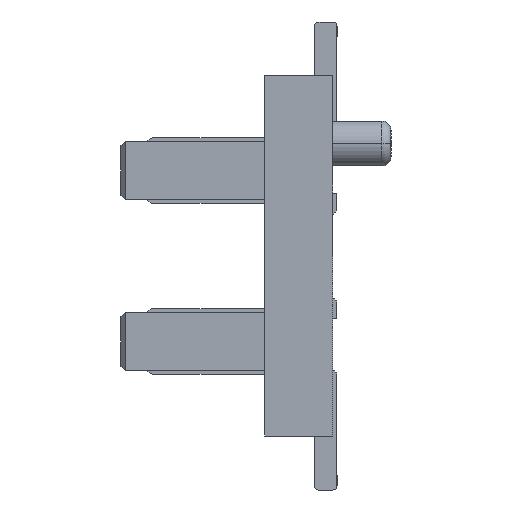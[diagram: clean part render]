
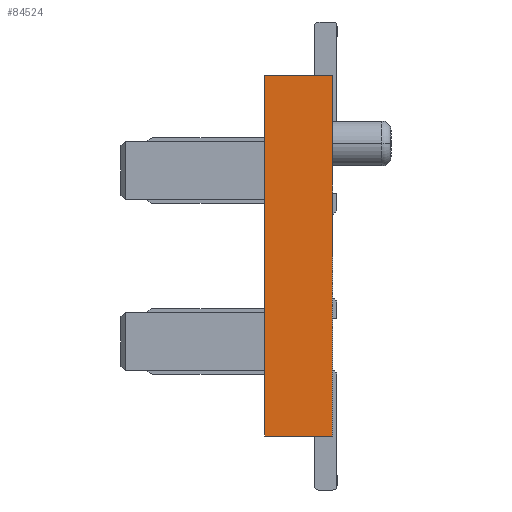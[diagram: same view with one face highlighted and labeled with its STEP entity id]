
A CAD part, left-side view. The second image highlights one B-rep face of the part: STEP entity #84524.
In plain terms, the highlighted planar face has unit normal (-1, 0, 0).
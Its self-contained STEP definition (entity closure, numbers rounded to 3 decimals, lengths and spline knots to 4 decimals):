
#16383=DIRECTION('',(0.,1.,0.));
#16384=VECTOR('',#16383,0.75);
#16385=CARTESIAN_POINT('',(-11.35,0.,-2.));
#16386=LINE('',#16385,#16384);
#31559=DIRECTION('',(0.,0.,1.));
#31560=VECTOR('',#31559,4.);
#31561=CARTESIAN_POINT('',(-11.35,0.,-2.));
#31562=LINE('',#31561,#31560);
#31563=DIRECTION('',(0.,0.,-1.));
#31564=VECTOR('',#31563,4.);
#31565=CARTESIAN_POINT('',(-11.35,0.75,2.));
#31566=LINE('',#31565,#31564);
#31567=DIRECTION('',(0.,1.,0.));
#31568=VECTOR('',#31567,0.75);
#31569=CARTESIAN_POINT('',(-11.35,0.,2.));
#31570=LINE('',#31569,#31568);
#31623=CARTESIAN_POINT('',(-11.35,0.,2.));
#31624=VERTEX_POINT('',#31623);
#31625=CARTESIAN_POINT('',(-11.35,0.,-2.));
#31626=VERTEX_POINT('',#31625);
#31715=CARTESIAN_POINT('',(-11.35,0.75,2.));
#31716=VERTEX_POINT('',#31715);
#31717=CARTESIAN_POINT('',(-11.35,0.75,-2.));
#31718=VERTEX_POINT('',#31717);
#84513=CARTESIAN_POINT('',(-11.35,0.375,0.));
#84514=DIRECTION('',(1.,0.,0.));
#84515=DIRECTION('',(0.,0.,1.));
#84516=AXIS2_PLACEMENT_3D('',#84513,#84514,#84515);
#84517=PLANE('',#84516);
#84518=ORIENTED_EDGE('',*,*,#41480,.F.);
#84519=ORIENTED_EDGE('',*,*,#63203,.T.);
#84520=ORIENTED_EDGE('',*,*,#41740,.F.);
#84521=ORIENTED_EDGE('',*,*,#41725,.F.);
#84522=EDGE_LOOP('',(#84518,#84519,#84520,#84521));
#84523=FACE_OUTER_BOUND('',#84522,.F.);
#41480=EDGE_CURVE('',#31626,#31624,#31562,.T.);
#41725=EDGE_CURVE('',#31624,#31716,#31570,.T.);
#41740=EDGE_CURVE('',#31716,#31718,#31566,.T.);
#63203=EDGE_CURVE('',#31626,#31718,#16386,.T.);
#84524=ADVANCED_FACE('',(#84523),#84517,.F.);
